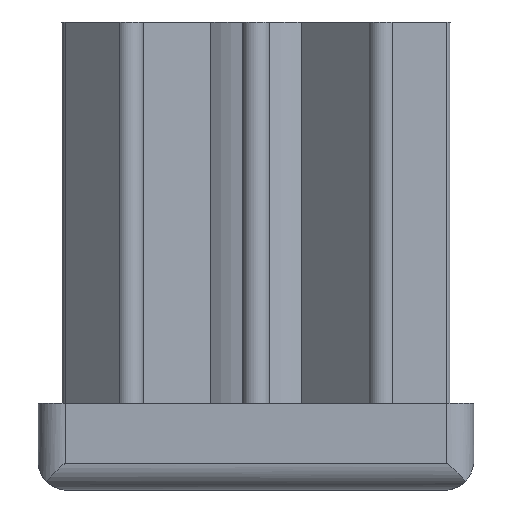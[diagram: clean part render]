
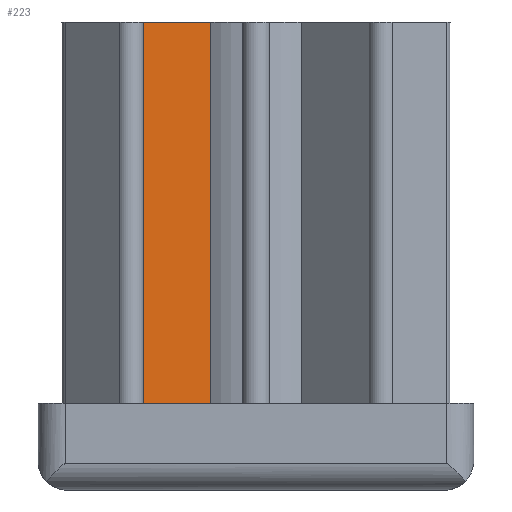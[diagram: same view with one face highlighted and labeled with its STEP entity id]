
A CAD part, front view. The second image highlights one B-rep face of the part: STEP entity #223.
In plain terms, the highlighted planar face has unit normal (0.707, -0.707, 0).
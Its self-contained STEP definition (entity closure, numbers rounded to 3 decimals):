
#223 = ADVANCED_FACE( '', ( #447 ), #448, .F. );
#447 = FACE_OUTER_BOUND( '', #662, .T. );
#448 = PLANE( '', #663 );
#662 = EDGE_LOOP( '', ( #1296, #1297, #1298, #1299 ) );
#663 = AXIS2_PLACEMENT_3D( '', #1300, #1301, #1302 );
#1296 = ORIENTED_EDGE( '', *, *, #1530, .T. );
#1297 = ORIENTED_EDGE( '', *, *, #1451, .T. );
#1298 = ORIENTED_EDGE( '', *, *, #1542, .F. );
#1299 = ORIENTED_EDGE( '', *, *, #1315, .F. );
#1300 = CARTESIAN_POINT( '', ( -12.348, -14.116, 43. ) );
#1301 = DIRECTION( '', ( -0.707, 0.707, 0. ) );
#1302 = DIRECTION( '', ( -0.707, -0.707, 0. ) );
#1315 = EDGE_CURVE( '', #1576, #1578, #1579, .T. );
#1451 = EDGE_CURVE( '', #1814, #1812, #1815, .T. );
#1530 = EDGE_CURVE( '', #1576, #1814, #1907, .T. );
#1542 = EDGE_CURVE( '', #1578, #1812, #1919, .T. );
#1576 = VERTEX_POINT( '', #1959 );
#1578 = VERTEX_POINT( '', #1962 );
#1579 = LINE( '', #1963, #1964 );
#1812 = VERTEX_POINT( '', #2328 );
#1814 = VERTEX_POINT( '', #2330 );
#1815 = LINE( '', #2331, #2332 );
#1907 = LINE( '', #2524, #2525 );
#1919 = LINE( '', #2540, #2541 );
#1959 = CARTESIAN_POINT( '', ( -12.348, -14.116, 43. ) );
#1962 = CARTESIAN_POINT( '', ( -4.166, -5.934, 43. ) );
#1963 = CARTESIAN_POINT( '', ( -12.348, -14.116, 43. ) );
#1964 = VECTOR( '', #2585, 1000. );
#2328 = CARTESIAN_POINT( '', ( -4.166, -5.934, 8. ) );
#2330 = CARTESIAN_POINT( '', ( -12.348, -14.116, 8. ) );
#2331 = CARTESIAN_POINT( '', ( -12.348, -14.116, 8. ) );
#2332 = VECTOR( '', #2782, 1000. );
#2524 = CARTESIAN_POINT( '', ( -12.348, -14.116, 43. ) );
#2525 = VECTOR( '', #2833, 1000. );
#2540 = CARTESIAN_POINT( '', ( -4.166, -5.934, 43. ) );
#2541 = VECTOR( '', #2837, 1000. );
#2585 = DIRECTION( '', ( 0.707, 0.707, 0. ) );
#2782 = DIRECTION( '', ( 0.707, 0.707, 0. ) );
#2833 = DIRECTION( '', ( 0., 0., -1. ) );
#2837 = DIRECTION( '', ( 0., 0., -1. ) );
